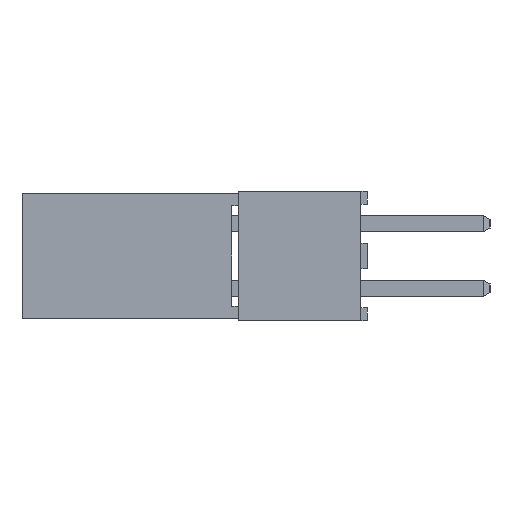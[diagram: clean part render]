
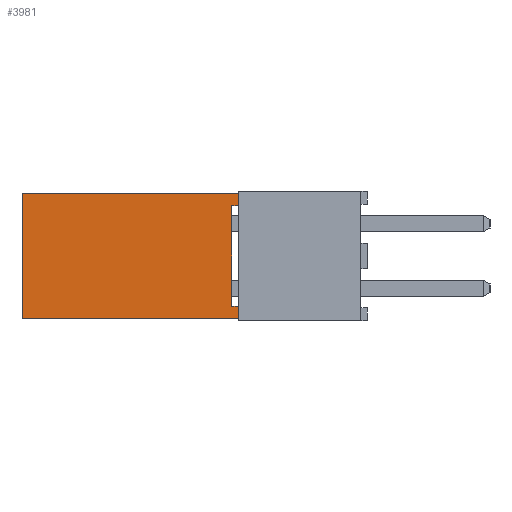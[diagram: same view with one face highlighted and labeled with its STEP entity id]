
A CAD part, left-side view. The second image highlights one B-rep face of the part: STEP entity #3981.
In plain terms, the highlighted planar face has unit normal (-1, 0, 0).
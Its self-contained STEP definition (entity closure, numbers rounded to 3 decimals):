
#832 = VERTEX_POINT('',#833);
#833 = CARTESIAN_POINT('',(-25.654,0.,2.477));
#839 = EDGE_CURVE('',#840,#832,#842,.T.);
#840 = VERTEX_POINT('',#841);
#841 = CARTESIAN_POINT('',(-25.654,0.,1.969));
#842 = LINE('',#843,#844);
#843 = CARTESIAN_POINT('',(-25.654,0.,-2.477));
#844 = VECTOR('',#845,1.);
#845 = DIRECTION('',(0.,0.,1.));
#1664 = VERTEX_POINT('',#1665);
#1665 = CARTESIAN_POINT('',(-25.654,0.,-1.969));
#1671 = EDGE_CURVE('',#1672,#1664,#1674,.T.);
#1672 = VERTEX_POINT('',#1673);
#1673 = CARTESIAN_POINT('',(-25.654,0.,-2.477));
#1674 = LINE('',#1675,#1676);
#1675 = CARTESIAN_POINT('',(-25.654,0.,-2.477));
#1676 = VECTOR('',#1677,1.);
#1677 = DIRECTION('',(0.,0.,1.));
#2161 = EDGE_CURVE('',#2162,#1672,#2164,.T.);
#2162 = VERTEX_POINT('',#2163);
#2163 = CARTESIAN_POINT('',(-25.654,8.509,-2.477));
#2164 = LINE('',#2165,#2166);
#2165 = CARTESIAN_POINT('',(-25.654,8.509,-2.477));
#2166 = VECTOR('',#2167,1.);
#2167 = DIRECTION('',(0.,-1.,0.));
#2210 = VERTEX_POINT('',#2211);
#2211 = CARTESIAN_POINT('',(-25.654,8.509,2.477));
#2217 = EDGE_CURVE('',#2210,#832,#2218,.T.);
#2218 = LINE('',#2219,#2220);
#2219 = CARTESIAN_POINT('',(-25.654,8.509,2.477));
#2220 = VECTOR('',#2221,1.);
#2221 = DIRECTION('',(0.,-1.,0.));
#3306 = VERTEX_POINT('',#3307);
#3307 = CARTESIAN_POINT('',(-25.654,0.254,1.969));
#3320 = EDGE_CURVE('',#3306,#840,#3321,.T.);
#3321 = LINE('',#3322,#3323);
#3322 = CARTESIAN_POINT('',(-25.654,0.254,1.969));
#3323 = VECTOR('',#3324,1.);
#3324 = DIRECTION('',(0.,-1.,0.));
#3964 = VERTEX_POINT('',#3965);
#3965 = CARTESIAN_POINT('',(-25.654,0.254,-1.969));
#3971 = EDGE_CURVE('',#1664,#3964,#3972,.T.);
#3972 = LINE('',#3973,#3974);
#3973 = CARTESIAN_POINT('',(-25.654,0.,-1.969));
#3974 = VECTOR('',#3975,1.);
#3975 = DIRECTION('',(0.,1.,0.));
#3981 = ADVANCED_FACE('',(#3982),#4002,.F.);
#3982 = FACE_BOUND('',#3983,.T.);
#3983 = EDGE_LOOP('',(#3984,#3985,#3986,#3987,#3993,#3994,#3995,#3996));
#3984 = ORIENTED_EDGE('',*,*,#3320,.T.);
#3985 = ORIENTED_EDGE('',*,*,#839,.T.);
#3986 = ORIENTED_EDGE('',*,*,#2217,.F.);
#3987 = ORIENTED_EDGE('',*,*,#3988,.F.);
#3988 = EDGE_CURVE('',#2162,#2210,#3989,.T.);
#3989 = LINE('',#3990,#3991);
#3990 = CARTESIAN_POINT('',(-25.654,8.509,-2.477));
#3991 = VECTOR('',#3992,1.);
#3992 = DIRECTION('',(0.,0.,1.));
#3993 = ORIENTED_EDGE('',*,*,#2161,.T.);
#3994 = ORIENTED_EDGE('',*,*,#1671,.T.);
#3995 = ORIENTED_EDGE('',*,*,#3971,.T.);
#3996 = ORIENTED_EDGE('',*,*,#3997,.T.);
#3997 = EDGE_CURVE('',#3964,#3306,#3998,.T.);
#3998 = LINE('',#3999,#4000);
#3999 = CARTESIAN_POINT('',(-25.654,0.254,-1.969));
#4000 = VECTOR('',#4001,1.);
#4001 = DIRECTION('',(0.,0.,1.));
#4002 = PLANE('',#4003);
#4003 = AXIS2_PLACEMENT_3D('',#4004,#4005,#4006);
#4004 = CARTESIAN_POINT('',(-25.654,8.509,-2.477));
#4005 = DIRECTION('',(1.,0.,0.));
#4006 = DIRECTION('',(0.,0.,-1.));
